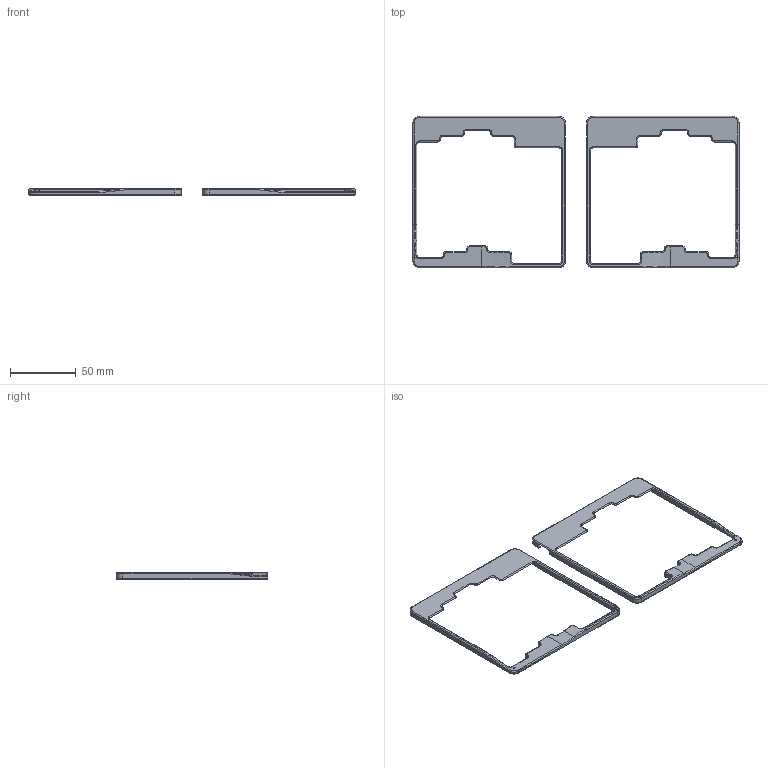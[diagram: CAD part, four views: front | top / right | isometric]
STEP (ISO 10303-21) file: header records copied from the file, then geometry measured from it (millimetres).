
FILE_DESCRIPTION(/* description */ (''),/* implementation_level */ '2;1');
FILE_NAME(/* name */ 'BK-1-case.step',/* time_stamp */ '2024-11-22T15:36:04-08:00',/* author */ (''),/* organization */ (''),/* preprocessor_version */ 'ST-DEVELOPER v20',/* originating_system */ 'Autodesk Translation Framework v13.20.0.188',/* authorisation */ '');
FILE_SCHEMA (('AUTOMOTIVE_DESIGN { 1 0 10303 214 3 1 1 }'));
Length unit declared in the file: millimetre
Products named in the file (1): BK-1
Bounding box: 248 x 115 x 5 mm (x, y, z)
Volume: 16810.6 mm3; surface area: 21757.3 mm2
Topology: 2 solids, 2 shells, 318 faces, 826 edges, 516 vertices
Faces by surface type: cylinder 152, plane 88, torus 68, bspline 10
Full cylindrical faces by diameter (mm): 1.623 x8
Entity records: 10065 total; most frequent: CARTESIAN_POINT 1981, DIRECTION 1832, ORIENTED_EDGE 1652, EDGE_CURVE 826, AXIS2_PLACEMENT_3D 717, VERTEX_POINT 516, CIRCLE 408, LINE 398
